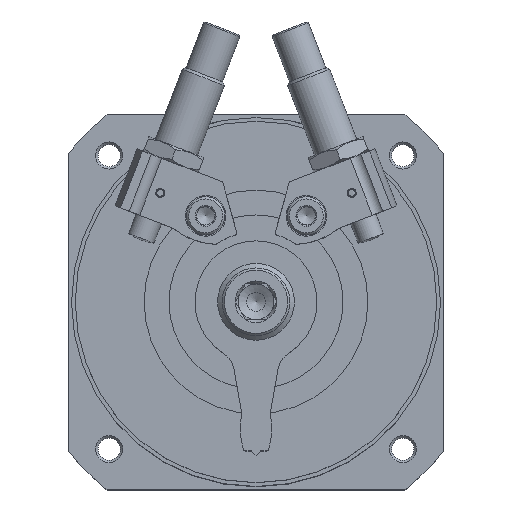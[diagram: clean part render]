
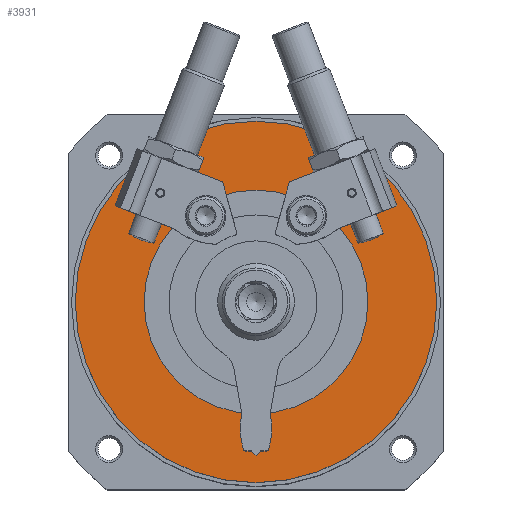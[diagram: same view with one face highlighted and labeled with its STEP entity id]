
A CAD part, top view. The second image highlights one B-rep face of the part: STEP entity #3931.
In plain terms, the highlighted face is planar.
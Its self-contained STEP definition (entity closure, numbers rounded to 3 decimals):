
#169=PLANE('',#4349);
#829=ORIENTED_EDGE('',*,*,#1799,.F.);
#830=ORIENTED_EDGE('',*,*,#1800,.T.);
#1799=EDGE_CURVE('',#2296,#2296,#2673,.T.);
#1800=EDGE_CURVE('',#2297,#2297,#2674,.T.);
#2296=VERTEX_POINT('',#6341);
#2297=VERTEX_POINT('',#6343);
#2673=CIRCLE('',#4350,40.);
#2674=CIRCLE('',#4351,24.75);
#2957=EDGE_LOOP('',(#829));
#2958=EDGE_LOOP('',(#830));
#3406=FACE_BOUND('',#2957,.T.);
#3407=FACE_BOUND('',#2958,.T.);
#3931=ADVANCED_FACE('',(#3406,#3407),#169,.F.);
#4349=AXIS2_PLACEMENT_3D('',#6339,#4998,#4999);
#4350=AXIS2_PLACEMENT_3D('',#6340,#5000,#5001);
#4351=AXIS2_PLACEMENT_3D('',#6342,#5002,#5003);
#4998=DIRECTION('',(1.,0.,0.));
#4999=DIRECTION('',(0.,0.,-1.));
#5000=DIRECTION('',(1.,0.,0.));
#5001=DIRECTION('',(0.,0.,-1.));
#5002=DIRECTION('',(1.,0.,0.));
#5003=DIRECTION('',(0.,0.,-1.));
#6339=CARTESIAN_POINT('',(-72.5,0.,0.));
#6340=CARTESIAN_POINT('',(-72.5,0.,0.));
#6341=CARTESIAN_POINT('',(-72.5,0.,-40.));
#6342=CARTESIAN_POINT('',(-72.5,0.,0.));
#6343=CARTESIAN_POINT('',(-72.5,0.,-24.75));
